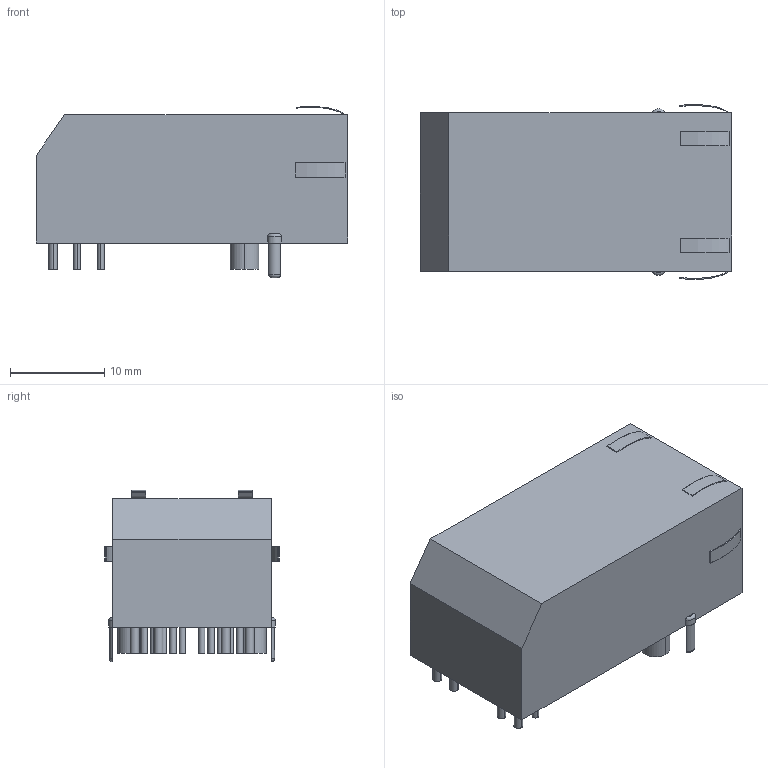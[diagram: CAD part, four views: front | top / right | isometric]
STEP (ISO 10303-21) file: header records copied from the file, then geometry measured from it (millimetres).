
FILE_DESCRIPTION((''),'2;1');
FILE_NAME('BELFUSE_0826-1X1T-43-F','2010-10-05T',('Simon'),(''),'PRO/ENGINEER BY PARAMETRIC TECHNOLOGY CORPORATION, 2008400','PRO/ENGINEER BY PARAMETRIC TECHNOLOGY CORPORATION, 2008400','');
FILE_SCHEMA(('AUTOMOTIVE_DESIGN_CC2 { 1 2 10303 214 -1 1 5 2 }'));
Length unit declared in the file: millimetre
Products named in the file (1): BELFUSE_0826-1X1T-43-F
Bounding box: 33.02 x 18.57 x 18.18 mm (x, y, z)
Volume: 6230.5 mm3; surface area: 3180 mm2
Topology: 1 solids, 1 shells, 100 faces, 245 edges, 194 vertices
Faces by surface type: plane 48, cylinder 40, extrusion 8, torus 4
Entity records: 3901 total; most frequent: CARTESIAN_POINT 683, DIRECTION 517, ORIENTED_EDGE 438, PRESENTATION_STYLE_ASSIGNMENT 250, STYLED_ITEM 250, CURVE_STYLE 248, EDGE_CURVE 219, AXIS2_PLACEMENT_3D 186
